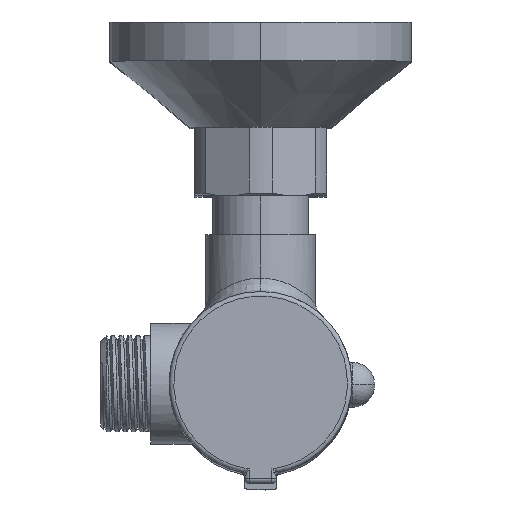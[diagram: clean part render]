
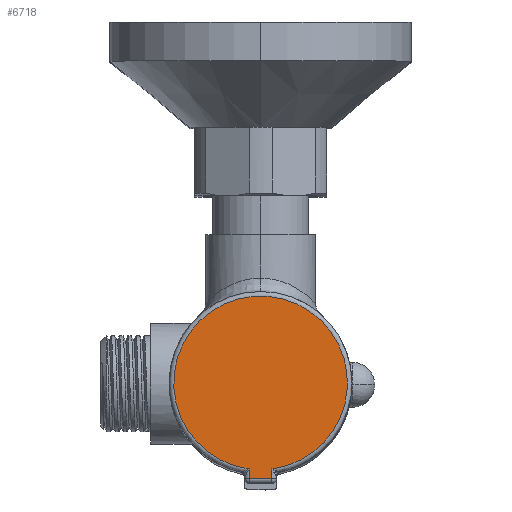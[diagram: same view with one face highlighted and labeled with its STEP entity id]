
A CAD part, top view. The second image highlights one B-rep face of the part: STEP entity #6718.
In plain terms, the highlighted planar face has unit normal (0, 0, 1).
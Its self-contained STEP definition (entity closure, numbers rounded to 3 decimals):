
#2122=DIRECTION('',(0.,1.,0.));
#2123=VECTOR('',#2122,2.165);
#2124=CARTESIAN_POINT('',(-2.5,-21.,131.5));
#2125=LINE('',#2124,#2123);
#2126=DIRECTION('',(0.,-1.,0.));
#2127=VECTOR('',#2126,2.165);
#2128=CARTESIAN_POINT('',(2.5,-18.835,131.5));
#2129=LINE('',#2128,#2127);
#2130=DIRECTION('',(1.,0.,0.));
#2131=VECTOR('',#2130,5.);
#2132=CARTESIAN_POINT('',(-2.5,-21.,131.5));
#2133=LINE('',#2132,#2131);
#2144=CARTESIAN_POINT('',(0.,0.,131.5));
#2145=DIRECTION('',(0.,0.,1.));
#2146=DIRECTION('',(0.132,-0.991,0.));
#2147=AXIS2_PLACEMENT_3D('',#2144,#2145,#2146);
#3697=CARTESIAN_POINT('',(-2.5,-21.,131.5));
#3698=VERTEX_POINT('',#3697);
#3699=CARTESIAN_POINT('',(-2.5,-18.835,131.5));
#3700=VERTEX_POINT('',#3699);
#3710=CARTESIAN_POINT('',(2.5,-21.,131.5));
#3711=VERTEX_POINT('',#3710);
#3714=CARTESIAN_POINT('',(2.5,-18.835,131.5));
#3715=VERTEX_POINT('',#3714);
#6705=CARTESIAN_POINT('',(0.,0.,131.5));
#6706=DIRECTION('',(0.,0.,1.));
#6707=DIRECTION('',(-1.,0.,0.));
#6708=AXIS2_PLACEMENT_3D('',#6705,#6706,#6707);
#6709=PLANE('',#6708);
#6710=ORIENTED_EDGE('',*,*,#6694,.T.);
#6712=ORIENTED_EDGE('',*,*,#6711,.F.);
#6714=ORIENTED_EDGE('',*,*,#6713,.T.);
#6715=ORIENTED_EDGE('',*,*,#6669,.F.);
#6716=EDGE_LOOP('',(#6710,#6712,#6714,#6715));
#6717=FACE_OUTER_BOUND('',#6716,.F.);
#6718=ADVANCED_FACE('',(#6717),#6709,.T.);
#2148=CIRCLE('',#2147,19.);
#6669=EDGE_CURVE('',#3698,#3711,#2133,.T.);
#6694=EDGE_CURVE('',#3698,#3700,#2125,.T.);
#6711=EDGE_CURVE('',#3715,#3700,#2148,.T.);
#6713=EDGE_CURVE('',#3715,#3711,#2129,.T.);
